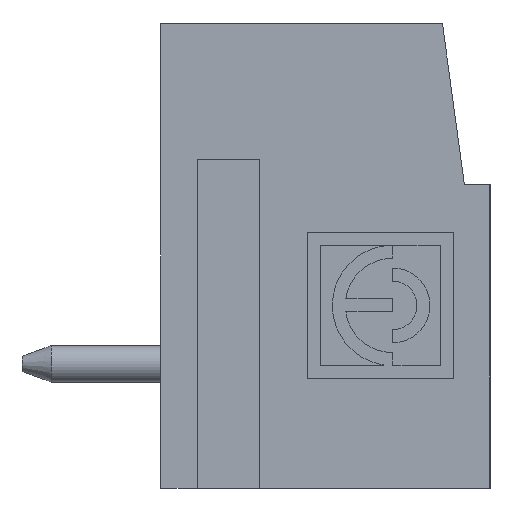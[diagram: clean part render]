
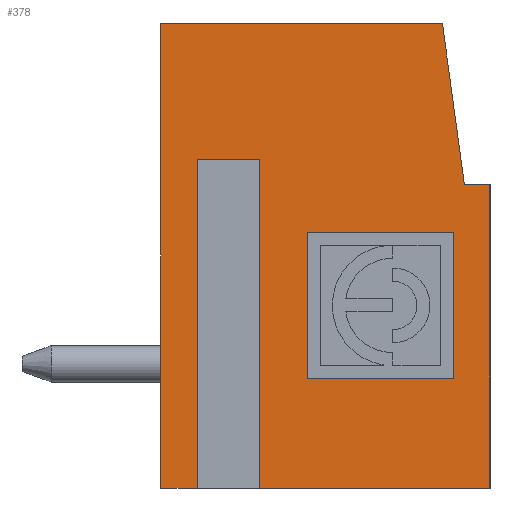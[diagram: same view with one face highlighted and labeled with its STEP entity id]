
A CAD part, left-side view. The second image highlights one B-rep face of the part: STEP entity #378.
In plain terms, the highlighted planar face has unit normal (-1, 0, 0).
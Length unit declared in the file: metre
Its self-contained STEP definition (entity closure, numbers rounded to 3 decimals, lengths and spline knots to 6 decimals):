
#378=ADVANCED_FACE('',(#996,#997),#998,.T.);
#610=EDGE_CURVE('',#1372,#1369,#1373,.T.);
#618=EDGE_CURVE('',#1384,#1381,#1385,.T.);
#630=EDGE_CURVE('',#1384,#1401,#1402,.T.);
#634=EDGE_CURVE('',#1406,#1407,#1408,.T.);
#708=EDGE_CURVE('',#1512,#1406,#1513,.T.);
#726=EDGE_CURVE('',#1381,#1534,#1535,.T.);
#728=EDGE_CURVE('',#1534,#1537,#1538,.T.);
#730=EDGE_CURVE('',#1537,#1372,#1540,.T.);
#732=EDGE_CURVE('',#1369,#1512,#1542,.T.);
#734=EDGE_CURVE('',#1407,#1401,#1544,.T.);
#996=FACE_OUTER_BOUND('',#1823,.T.);
#997=FACE_BOUND('',#1824,.T.);
#998=PLANE('',#1825);
#1369=VERTEX_POINT('',#2269);
#1372=VERTEX_POINT('',#2274);
#1373=LINE('',#2275,#2276);
#1381=VERTEX_POINT('',#2289);
#1384=VERTEX_POINT('',#2294);
#1385=LINE('',#2295,#2296);
#1401=VERTEX_POINT('',#2320);
#1402=LINE('',#2321,#2322);
#1406=VERTEX_POINT('',#2329);
#1407=VERTEX_POINT('',#2330);
#1408=LINE('',#2331,#2332);
#1512=VERTEX_POINT('',#2500);
#1513=LINE('',#2501,#2502);
#1534=VERTEX_POINT('',#2538);
#1535=LINE('',#2539,#2540);
#1537=VERTEX_POINT('',#2543);
#1538=LINE('',#2544,#2545);
#1540=LINE('',#2548,#2549);
#1542=LINE('',#2552,#2553);
#1544=LINE('',#2556,#2557);
#1823=EDGE_LOOP('',(#3124,#3125,#3126,#3127,#3128,#3129,#3130,#3131,#3132,#3133));
#1824=EDGE_LOOP('',(#3134,#3135,#3136,#3137));
#1825=AXIS2_PLACEMENT_3D('',#3138,#3139,#3140);
#2269=CARTESIAN_POINT('',(-0.007572,-0.014779,0.0));
#2274=CARTESIAN_POINT('',(-0.007572,-0.008079,0.0));
#2275=CARTESIAN_POINT('',(-0.007572,-0.010279,0.0));
#2276=VECTOR('',#3820,1.0);
#2289=CARTESIAN_POINT('',(-0.007572,-0.007179,0.0));
#2294=CARTESIAN_POINT('',(-0.007572,-0.005779,0.0));
#2295=CARTESIAN_POINT('',(-0.007572,-0.010279,0.0));
#2296=VECTOR('',#3824,1.0);
#2320=CARTESIAN_POINT('',(-0.007572,-0.005779,0.0127));
#2321=CARTESIAN_POINT('',(-0.007572,-0.005779,0.0));
#2322=VECTOR('',#3836,1.0);
#2329=CARTESIAN_POINT('',(-0.007572,-0.014079,0.0083));
#2330=CARTESIAN_POINT('',(-0.007572,-0.013479,0.0127));
#2331=CARTESIAN_POINT('',(-0.007572,-0.015121,0.00066));
#2332=VECTOR('',#3838,1.0);
#2500=CARTESIAN_POINT('',(-0.007572,-0.014779,0.0083));
#2501=CARTESIAN_POINT('',(-0.007572,-0.010279,0.0083));
#2502=VECTOR('',#3893,1.0);
#2538=CARTESIAN_POINT('',(-0.007572,-0.007179,0.009));
#2539=CARTESIAN_POINT('',(-0.007572,-0.007179,0.0045));
#2540=VECTOR('',#3906,1.0);
#2543=CARTESIAN_POINT('',(-0.007572,-0.008079,0.009));
#2544=CARTESIAN_POINT('',(-0.007572,-0.006779,0.009));
#2545=VECTOR('',#3907,1.0);
#2548=CARTESIAN_POINT('',(-0.007572,-0.008079,0.0045));
#2549=VECTOR('',#3908,1.0);
#2552=CARTESIAN_POINT('',(-0.007572,-0.014779,0.0));
#2553=VECTOR('',#3909,1.0);
#2556=CARTESIAN_POINT('',(-0.007572,-0.010279,0.0127));
#2557=VECTOR('',#3910,1.0);
#3124=ORIENTED_EDGE('',*,*,#618,.T.);
#3125=ORIENTED_EDGE('',*,*,#726,.T.);
#3126=ORIENTED_EDGE('',*,*,#728,.T.);
#3127=ORIENTED_EDGE('',*,*,#730,.T.);
#3128=ORIENTED_EDGE('',*,*,#610,.T.);
#3129=ORIENTED_EDGE('',*,*,#732,.T.);
#3130=ORIENTED_EDGE('',*,*,#708,.T.);
#3131=ORIENTED_EDGE('',*,*,#634,.T.);
#3132=ORIENTED_EDGE('',*,*,#734,.T.);
#3133=ORIENTED_EDGE('',*,*,#630,.F.);
#3134=ORIENTED_EDGE('',*,*,#4060,.F.);
#3135=ORIENTED_EDGE('',*,*,#4061,.F.);
#3136=ORIENTED_EDGE('',*,*,#4062,.F.);
#3137=ORIENTED_EDGE('',*,*,#4063,.F.);
#3138=CARTESIAN_POINT('',(-0.007572,-0.010279,0.0));
#3139=DIRECTION('',(-1.0,0.0,0.0));
#3140=DIRECTION('',(0.0,0.0,1.0));
#3820=DIRECTION('',(-0.0,-1.0,-0.0));
#3824=DIRECTION('',(-0.0,-1.0,-0.0));
#3836=DIRECTION('',(0.0,0.0,1.0));
#3838=DIRECTION('',(-0.0,0.135,0.991));
#3893=DIRECTION('',(0.0,1.0,0.0));
#3906=DIRECTION('',(0.0,0.0,1.0));
#3907=DIRECTION('',(0.0,-1.0,0.0));
#3908=DIRECTION('',(0.0,0.0,-1.0));
#3909=DIRECTION('',(0.0,0.0,1.0));
#3910=DIRECTION('',(0.0,1.0,0.0));
#4060=EDGE_CURVE('',#4278,#4279,#4280,.T.);
#4061=EDGE_CURVE('',#4281,#4278,#4282,.T.);
#4062=EDGE_CURVE('',#4283,#4281,#4284,.T.);
#4063=EDGE_CURVE('',#4279,#4283,#4285,.T.);
#4278=VERTEX_POINT('',#4571);
#4279=VERTEX_POINT('',#4572);
#4280=LINE('',#4573,#4574);
#4281=VERTEX_POINT('',#4575);
#4282=LINE('',#4576,#4577);
#4283=VERTEX_POINT('',#4578);
#4284=LINE('',#4579,#4580);
#4285=LINE('',#4581,#4582);
#4571=CARTESIAN_POINT('',(-0.007572,-0.009775,0.003));
#4572=CARTESIAN_POINT('',(-0.007572,-0.013779,0.003));
#4573=CARTESIAN_POINT('',(-0.007572,-0.013779,0.003));
#4574=VECTOR('',#4830,1.0);
#4575=CARTESIAN_POINT('',(-0.007572,-0.009775,0.007));
#4576=CARTESIAN_POINT('',(-0.007572,-0.009775,0.003));
#4577=VECTOR('',#4831,1.0);
#4578=CARTESIAN_POINT('',(-0.007572,-0.013779,0.007));
#4579=CARTESIAN_POINT('',(-0.007572,-0.009775,0.007));
#4580=VECTOR('',#4832,1.0);
#4581=CARTESIAN_POINT('',(-0.007572,-0.013779,0.007));
#4582=VECTOR('',#4833,1.0);
#4830=DIRECTION('',(0.0,-1.0,0.0));
#4831=DIRECTION('',(0.0,0.0,-1.0));
#4832=DIRECTION('',(0.0,1.0,0.0));
#4833=DIRECTION('',(0.0,0.0,1.0));
